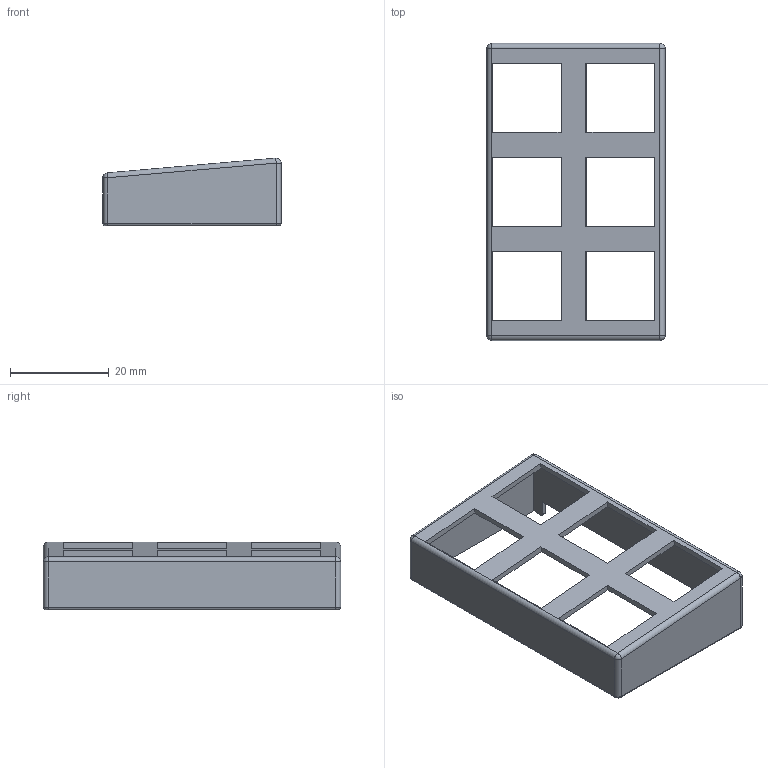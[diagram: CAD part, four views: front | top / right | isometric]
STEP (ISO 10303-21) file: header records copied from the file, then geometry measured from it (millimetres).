
FILE_DESCRIPTION(/* description */ ('','CAx-IF Rec.Pracs.---Representation and Presentation of Product Manufacturing Information (PMI)---4.0---2014-10-13'),/* implementation_level */ '2;1');
FILE_NAME(/* name */ 'side_cover.step',/* time_stamp */ '2025-02-20T04:22:07+09:00',/* author */ (''),/* organization */ (''),/* preprocessor_version */ 'ST-DEVELOPER v20',/* originating_system */ 'Autodesk Translation Framework v13.20.0.188',/* authorisation */ '');
FILE_SCHEMA (('AP242_MANAGED_MODEL_BASED_3D_ENGINEERING_MIM_LF { 1 0 10303 442 1 1 4 }'));
Length unit declared in the file: millimetre
Products named in the file (1): side_cover
Bounding box: 36.06 x 60.15 x 13.71 mm (x, y, z)
Volume: 3399.1 mm3; surface area: 6265.3 mm2
Topology: 1 solids, 1 shells, 69 faces, 176 edges, 106 vertices
Faces by surface type: plane 41, cylinder 18, sphere 6, bspline 4
Entity records: 2109 total; most frequent: CARTESIAN_POINT 384, ORIENTED_EDGE 352, DIRECTION 346, EDGE_CURVE 176, LINE 138, VECTOR 138, VERTEX_POINT 106, AXIS2_PLACEMENT_3D 104
